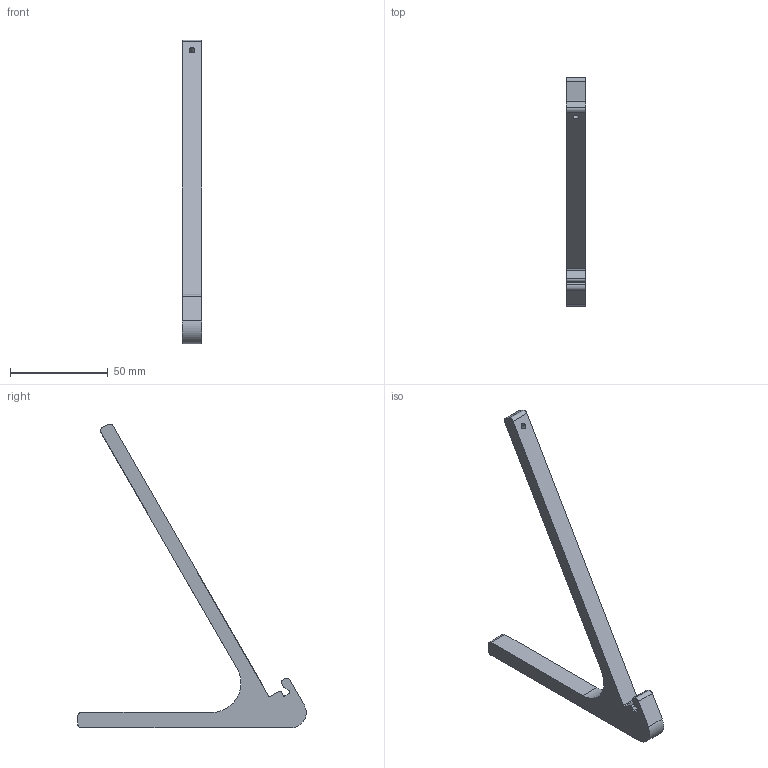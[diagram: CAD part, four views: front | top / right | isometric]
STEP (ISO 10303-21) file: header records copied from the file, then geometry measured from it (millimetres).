
FILE_DESCRIPTION(/* description */ (''),/* implementation_level */ '2;1');
FILE_NAME(/* name */ 'IRAD-2~3',/* time_stamp */ '2023-05-31T15:20:24+08:00',/* author */ (''),/* organization */ (''),/* preprocessor_version */ 'ST-DEVELOPER v16.5',/* originating_system */ '',/* authorisation */ '');
FILE_SCHEMA (('CONFIG_CONTROL_DESIGN'));
Length unit declared in the file: millimetre
Products named in the file (1): Document
Bounding box: 10 x 116.9 x 155.55 mm (x, y, z)
Volume: 24309.6 mm3; surface area: 10727.8 mm2
Topology: 1 solids, 1 shells, 30 faces, 84 edges, 56 vertices
Faces by surface type: plane 15, cylinder 15
Entity records: 930 total; most frequent: CARTESIAN_POINT 294, ORIENTED_EDGE 168, EDGE_CURVE 84, VERTEX_POINT 56, B_SPLINE_CURVE_WITH_KNOTS 52, DIRECTION 34, EDGE_LOOP 32, AXIS2_PLACEMENT_3D 32
